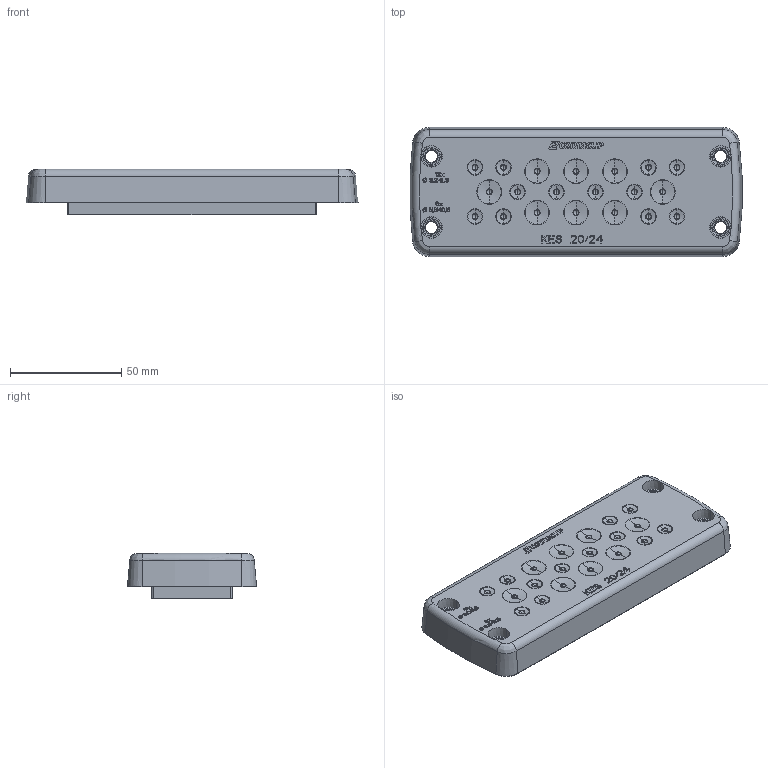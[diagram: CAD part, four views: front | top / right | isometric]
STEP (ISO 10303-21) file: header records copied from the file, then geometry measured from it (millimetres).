
FILE_DESCRIPTION(/* description */ (''),/* implementation_level */ '2;1');
FILE_NAME(/* name */ 'KES_20-24.stp',/* time_stamp */ '2018-01-25T07:26:22+01:00',/* author */ (''),/* organization */ (''),/* preprocessor_version */ 'ST-DEVELOPER v16',/* originating_system */ 'SIEMENS PLM Software NX 10.0',/* authorisation */ '');
FILE_SCHEMA (('CONFIG_CONTROL_DESIGN'));
Length unit declared in the file: millimetre
Products named in the file (1): model1
Bounding box: 149.26 x 58.07 x 20.65 mm (x, y, z)
Volume: 141237.4 mm3; surface area: 25102.4 mm2
Topology: 1 solids, 1 shells, 1301 faces, 3581 edges, 2335 vertices
Faces by surface type: plane 1011, torus 126, sphere 80, cone 62, cylinder 14, bspline 4, extrusion 4
Entity records: 41190 total; most frequent: CARTESIAN_POINT 7793, ORIENTED_EDGE 7082, DIRECTION 6642, EDGE_CURVE 3541, VECTOR 2882, LINE 2878, VERTEX_POINT 2335, AXIS2_PLACEMENT_3D 1880
